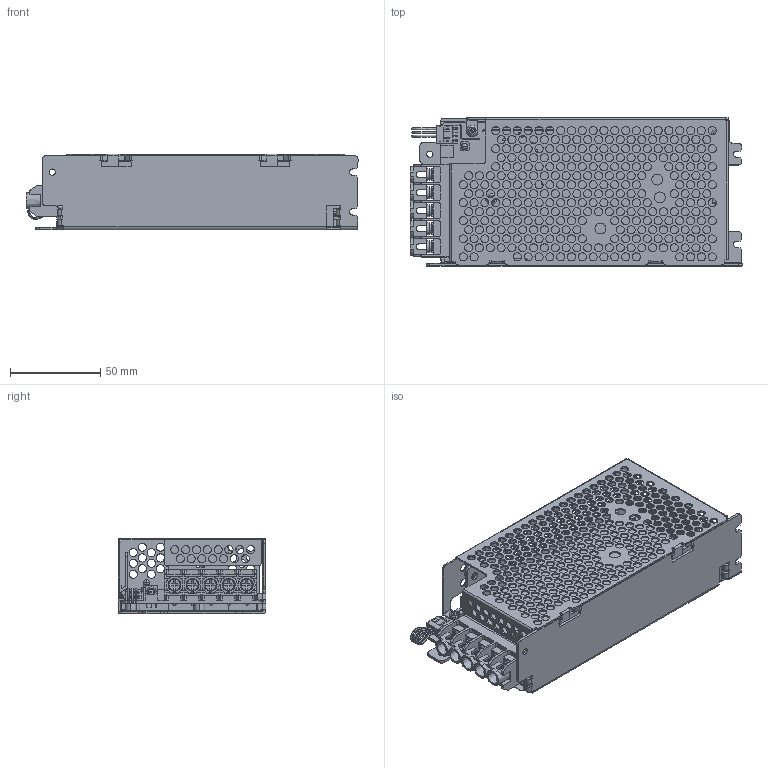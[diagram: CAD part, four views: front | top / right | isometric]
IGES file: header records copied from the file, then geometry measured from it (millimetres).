
Start section: Elysium IGES Interface
Global section: file name: 106HRFS50A_20200617.igs; native system: PTC Creo Elements/Direct Modeling 19.0  09-May-2014; preprocessor: Creo Element/Direct IGES_3D V2.2; author: Unknown; organization: Unknown; date: 20200617.094332; units: millimetre
Bounding box: 184 x 82 x 42 mm (x, y, z)
Volume: 5.8 mm3; surface area: 132593.4 mm2
Topology: 10 solids, 12 shells, 2902 faces, 8588 edges, 5667 vertices
Faces by surface type: bspline 2902
